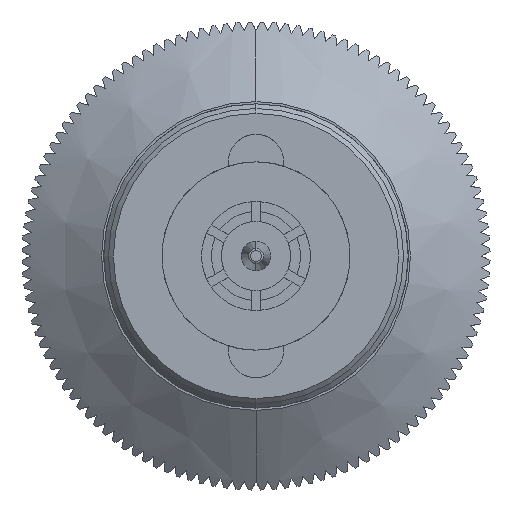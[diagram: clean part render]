
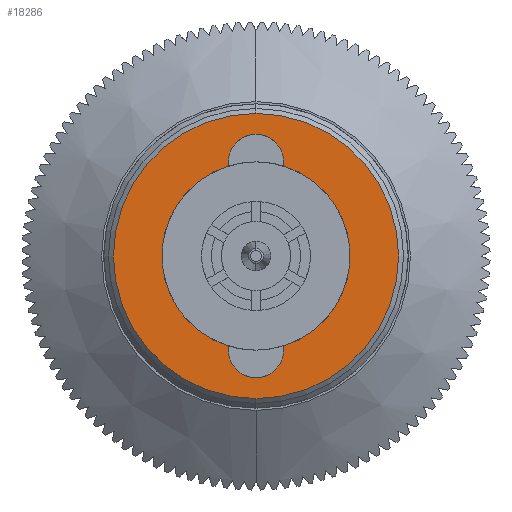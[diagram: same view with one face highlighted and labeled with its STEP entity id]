
A CAD part, left-side view. The second image highlights one B-rep face of the part: STEP entity #18286.
In plain terms, the highlighted planar face has unit normal (-1, 0, 0).
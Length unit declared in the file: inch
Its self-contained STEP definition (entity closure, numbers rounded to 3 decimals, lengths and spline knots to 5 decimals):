
#1019 = PLANE ( 'NONE',  #13715 ) ;
#1065 = DIRECTION ( 'NONE',  ( -1., 0., 0. ) ) ;
#1088 = VERTEX_POINT ( 'NONE', #25594 ) ;
#1226 = DIRECTION ( 'NONE',  ( 0., 0., 1. ) ) ;
#1544 = ORIENTED_EDGE ( 'NONE', *, *, #26478, .F. ) ;
#1586 = DIRECTION ( 'NONE',  ( 0., 0., 1. ) ) ;
#2291 = DIRECTION ( 'NONE',  ( -1., 0., 0. ) ) ;
#2878 = ORIENTED_EDGE ( 'NONE', *, *, #3660, .F. ) ;
#3660 = EDGE_CURVE ( 'NONE', #6510, #1088, #21041, .T. ) ;
#3903 = EDGE_LOOP ( 'NONE', ( #24622, #12328, #1544, #2878, #14782 ) ) ;
#4004 = DIRECTION ( 'NONE',  ( 0., 0., 1. ) ) ;
#4255 = DIRECTION ( 'NONE',  ( -1., 0., 0. ) ) ;
#4539 = EDGE_CURVE ( 'NONE', #23331, #24420, #17062, .T. ) ;
#5576 = DIRECTION ( 'NONE',  ( 0., 0., 1. ) ) ;
#5761 = EDGE_CURVE ( 'NONE', #16332, #17681, #24889, .T. ) ;
#6344 = ORIENTED_EDGE ( 'NONE', *, *, #24553, .T. ) ;
#6510 = VERTEX_POINT ( 'NONE', #27311 ) ;
#7400 = AXIS2_PLACEMENT_3D ( 'NONE', #8515, #4255, #16941 ) ;
#7482 = CARTESIAN_POINT ( 'NONE',  ( -0.98625, 0., 0. ) ) ;
#7625 = AXIS2_PLACEMENT_3D ( 'NONE', #26572, #13752, #1226 ) ;
#8515 = CARTESIAN_POINT ( 'NONE',  ( -0.98625, 0., 0.095 ) ) ;
#8668 = FACE_BOUND ( 'NONE', #3903, .T. ) ;
#8923 = CARTESIAN_POINT ( 'NONE',  ( -0.98625, 0., 0.14389 ) ) ;
#9119 = CIRCLE ( 'NONE', #7400, 0.02792 ) ;
#9423 = DIRECTION ( 'NONE',  ( 0., 0., -1. ) ) ;
#10051 = CARTESIAN_POINT ( 'NONE',  ( -0.98625, 0., -0.14389 ) ) ;
#10748 = DIRECTION ( 'NONE',  ( 0., 0., -1. ) ) ;
#11747 = DIRECTION ( 'NONE',  ( 1., 0., 0. ) ) ;
#11772 = CARTESIAN_POINT ( 'NONE',  ( -0.98625, 0.02761, -0.0909 ) ) ;
#12238 = DIRECTION ( 'NONE',  ( -1., 0., 0. ) ) ;
#12328 = ORIENTED_EDGE ( 'NONE', *, *, #20057, .F. ) ;
#13203 = AXIS2_PLACEMENT_3D ( 'NONE', #22412, #1065, #20375 ) ;
#13715 = AXIS2_PLACEMENT_3D ( 'NONE', #7482, #11747, #9423 ) ;
#13752 = DIRECTION ( 'NONE',  ( -1., 0., 0. ) ) ;
#14757 = CARTESIAN_POINT ( 'NONE',  ( -0.98625, 0., -0.095 ) ) ;
#14782 = ORIENTED_EDGE ( 'NONE', *, *, #15259, .F. ) ;
#15259 = EDGE_CURVE ( 'NONE', #24420, #6510, #9119, .T. ) ;
#16332 = VERTEX_POINT ( 'NONE', #10051 ) ;
#16941 = DIRECTION ( 'NONE',  ( 0., 0., 1. ) ) ;
#17062 = CIRCLE ( 'NONE', #21479, 0.095 ) ;
#17153 = AXIS2_PLACEMENT_3D ( 'NONE', #14757, #18891, #4004 ) ;
#17681 = VERTEX_POINT ( 'NONE', #8923 ) ;
#18227 = CARTESIAN_POINT ( 'NONE',  ( -0.98625, 0., 0. ) ) ;
#18286 = ADVANCED_FACE ( 'NONE', ( #8668, #25540 ), #1019, .F. ) ;
#18733 = AXIS2_PLACEMENT_3D ( 'NONE', #23401, #2291, #10748 ) ;
#18891 = DIRECTION ( 'NONE',  ( -1., 0., 0. ) ) ;
#19662 = CIRCLE ( 'NONE', #7625, 0.095 ) ;
#20057 = EDGE_CURVE ( 'NONE', #21210, #23331, #27018, .T. ) ;
#20118 = EDGE_LOOP ( 'NONE', ( #24105, #6344 ) ) ;
#20375 = DIRECTION ( 'NONE',  ( 0., 0., -1. ) ) ;
#21041 = CIRCLE ( 'NONE', #26406, 0.02792 ) ;
#21210 = VERTEX_POINT ( 'NONE', #11772 ) ;
#21479 = AXIS2_PLACEMENT_3D ( 'NONE', #18227, #24714, #5576 ) ;
#22412 = CARTESIAN_POINT ( 'NONE',  ( -0.98625, 0., 0. ) ) ;
#23331 = VERTEX_POINT ( 'NONE', #24292 ) ;
#23401 = CARTESIAN_POINT ( 'NONE',  ( -0.98625, 0., 0. ) ) ;
#24105 = ORIENTED_EDGE ( 'NONE', *, *, #5761, .T. ) ;
#24272 = CIRCLE ( 'NONE', #18733, 0.14389 ) ;
#24292 = CARTESIAN_POINT ( 'NONE',  ( -0.98625, -0.02761, -0.0909 ) ) ;
#24420 = VERTEX_POINT ( 'NONE', #25240 ) ;
#24553 = EDGE_CURVE ( 'NONE', #17681, #16332, #24272, .T. ) ;
#24622 = ORIENTED_EDGE ( 'NONE', *, *, #4539, .F. ) ;
#24714 = DIRECTION ( 'NONE',  ( -1., 0., 0. ) ) ;
#24889 = CIRCLE ( 'NONE', #13203, 0.14389 ) ;
#25166 = CARTESIAN_POINT ( 'NONE',  ( -0.98625, 0., 0.095 ) ) ;
#25240 = CARTESIAN_POINT ( 'NONE',  ( -0.98625, -0.02761, 0.0909 ) ) ;
#25540 = FACE_OUTER_BOUND ( 'NONE', #20118, .T. ) ;
#25594 = CARTESIAN_POINT ( 'NONE',  ( -0.98625, 0.02761, 0.0909 ) ) ;
#26406 = AXIS2_PLACEMENT_3D ( 'NONE', #25166, #12238, #1586 ) ;
#26478 = EDGE_CURVE ( 'NONE', #1088, #21210, #19662, .T. ) ;
#26572 = CARTESIAN_POINT ( 'NONE',  ( -0.98625, 0., 0. ) ) ;
#27018 = CIRCLE ( 'NONE', #17153, 0.02792 ) ;
#27311 = CARTESIAN_POINT ( 'NONE',  ( -0.98625, 0., 0.12292 ) ) ;
